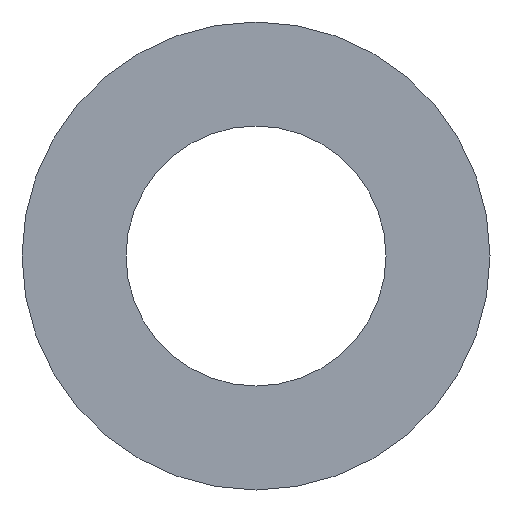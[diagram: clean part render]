
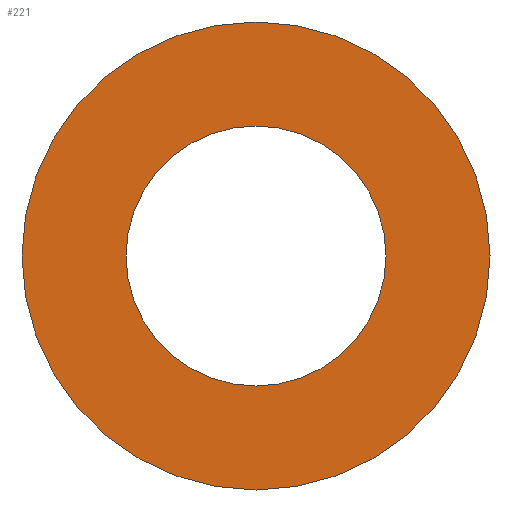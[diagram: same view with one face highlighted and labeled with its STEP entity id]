
A CAD part, front view. The second image highlights one B-rep face of the part: STEP entity #221.
In plain terms, the highlighted planar face has unit normal (0, -1, 0).
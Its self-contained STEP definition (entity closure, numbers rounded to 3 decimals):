
#3 = EDGE_LOOP ( 'NONE', ( #165, #153 ) ) ;
#22 = CARTESIAN_POINT ( 'NONE',  ( 0., 0., -1.25 ) ) ;
#25 = AXIS2_PLACEMENT_3D ( 'NONE', #84, #152, #227 ) ;
#27 = VERTEX_POINT ( 'NONE', #217 ) ;
#28 = PLANE ( 'NONE',  #25 ) ;
#29 = ORIENTED_EDGE ( 'NONE', *, *, #176, .F. ) ;
#58 = DIRECTION ( 'NONE',  ( 0., 1., 0. ) ) ;
#62 = CIRCLE ( 'NONE', #181, 2.25 ) ;
#63 = EDGE_CURVE ( 'NONE', #218, #157, #188, .T. ) ;
#66 = CARTESIAN_POINT ( 'NONE',  ( 0., 0., 0. ) ) ;
#67 = CIRCLE ( 'NONE', #243, 2.25 ) ;
#70 = DIRECTION ( 'NONE',  ( 0., 0., 1. ) ) ;
#79 = ORIENTED_EDGE ( 'NONE', *, *, #205, .F. ) ;
#81 = CARTESIAN_POINT ( 'NONE',  ( 0., 0., 1.25 ) ) ;
#84 = CARTESIAN_POINT ( 'NONE',  ( 0., 0., 0. ) ) ;
#93 = EDGE_LOOP ( 'NONE', ( #79, #29 ) ) ;
#100 = DIRECTION ( 'NONE',  ( 0., 1., 0. ) ) ;
#107 = CIRCLE ( 'NONE', #129, 1.25 ) ;
#121 = DIRECTION ( 'NONE',  ( 0., 0., 1. ) ) ;
#129 = AXIS2_PLACEMENT_3D ( 'NONE', #140, #192, #70 ) ;
#139 = VERTEX_POINT ( 'NONE', #155 ) ;
#140 = CARTESIAN_POINT ( 'NONE',  ( 0., 0., 0. ) ) ;
#143 = CARTESIAN_POINT ( 'NONE',  ( 0., 0., 0. ) ) ;
#152 = DIRECTION ( 'NONE',  ( 0., 1., 0. ) ) ;
#153 = ORIENTED_EDGE ( 'NONE', *, *, #63, .T. ) ;
#155 = CARTESIAN_POINT ( 'NONE',  ( 0., 0., 2.25 ) ) ;
#157 = VERTEX_POINT ( 'NONE', #22 ) ;
#165 = ORIENTED_EDGE ( 'NONE', *, *, #216, .T. ) ;
#175 = DIRECTION ( 'NONE',  ( 0., 0., 1. ) ) ;
#176 = EDGE_CURVE ( 'NONE', #139, #27, #67, .T. ) ;
#181 = AXIS2_PLACEMENT_3D ( 'NONE', #66, #100, #175 ) ;
#187 = DIRECTION ( 'NONE',  ( 0., 1., 0. ) ) ;
#188 = CIRCLE ( 'NONE', #194, 1.25 ) ;
#192 = DIRECTION ( 'NONE',  ( 0., 1., 0. ) ) ;
#193 = DIRECTION ( 'NONE',  ( 0., 0., 1. ) ) ;
#194 = AXIS2_PLACEMENT_3D ( 'NONE', #143, #58, #121 ) ;
#205 = EDGE_CURVE ( 'NONE', #27, #139, #62, .T. ) ;
#211 = CARTESIAN_POINT ( 'NONE',  ( 0., 0., 0. ) ) ;
#216 = EDGE_CURVE ( 'NONE', #157, #218, #107, .T. ) ;
#217 = CARTESIAN_POINT ( 'NONE',  ( 0., 0., -2.25 ) ) ;
#218 = VERTEX_POINT ( 'NONE', #81 ) ;
#221 = ADVANCED_FACE ( 'NONE', ( #230, #232 ), #28, .F. ) ;
#227 = DIRECTION ( 'NONE',  ( 0., 0., 1. ) ) ;
#230 = FACE_OUTER_BOUND ( 'NONE', #93, .T. ) ;
#232 = FACE_BOUND ( 'NONE', #3, .T. ) ;
#243 = AXIS2_PLACEMENT_3D ( 'NONE', #211, #187, #193 ) ;
